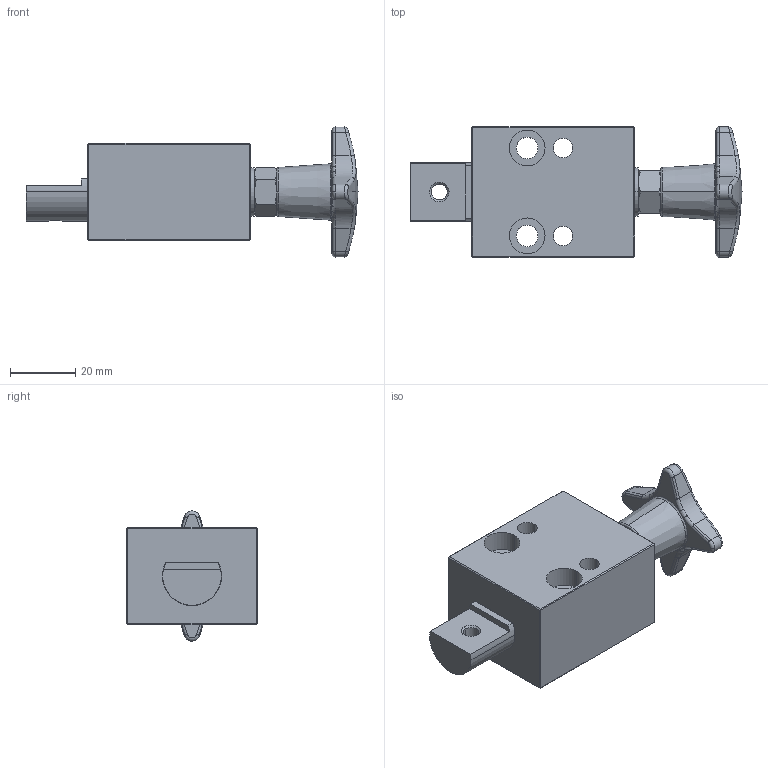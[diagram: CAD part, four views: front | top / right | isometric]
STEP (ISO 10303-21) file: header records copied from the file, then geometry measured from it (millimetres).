
FILE_DESCRIPTION(('STEP AP214'),'1');
FILE_NAME(' ',' ',('TraceParts'),('TraceParts S.A.'),'XStep 1.0',' ',' ');
FILE_SCHEMA(('automotive_design'));
Length unit declared in the file: millimetre
Products named in the file (2): 1; 2
Bounding box: 102 x 40 x 39.99 mm (x, y, z)
Volume: 65617.4 mm3; surface area: 20696.1 mm2
Topology: 2 solids, 2 shells, 171 faces, 394 edges, 235 vertices
Faces by surface type: plane 60, cylinder 48, torus 26, cone 23, bspline 12, sphere 2
Entity records: 10129 total; most frequent: CARTESIAN_POINT 1712, DIRECTION 861, STYLED_ITEM 800, PRESENTATION_STYLE_ASSIGNMENT 800, COLOUR_RGB 800, ORIENTED_EDGE 788, EDGE_CURVE 394, CURVE_STYLE 394
